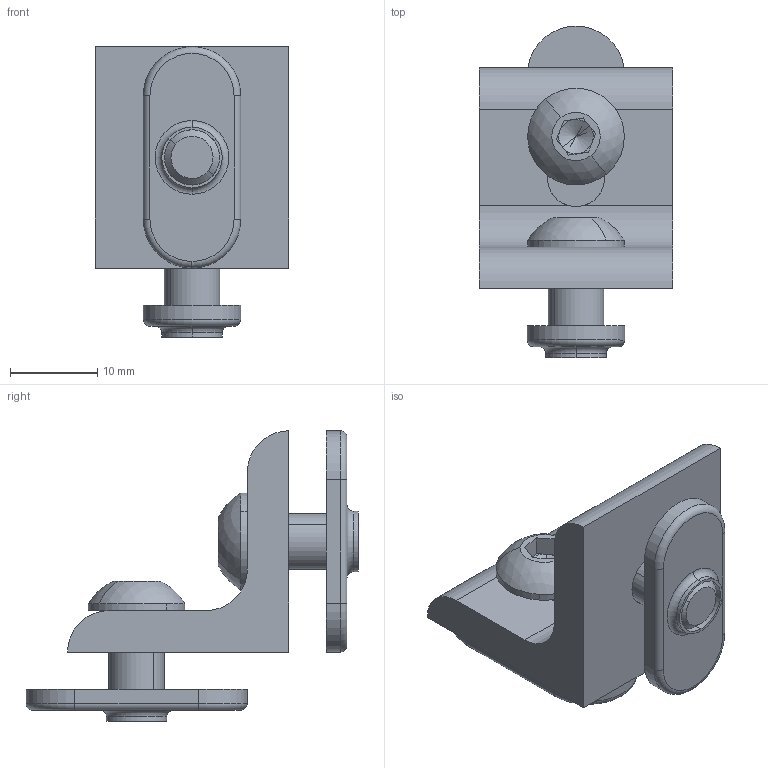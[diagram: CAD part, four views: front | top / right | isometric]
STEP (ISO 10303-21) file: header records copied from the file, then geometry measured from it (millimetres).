
FILE_DESCRIPTION (( 'STEP AP203' ), '1' );
FILE_NAME ('653126.SLDASM.step', '2003-10-13T11:25:17', ( 'Jerry Winters' ), ( 'GoEngineer' ), 'SwSTEP 2.0', 'SolidWorks 2003174', '' );
FILE_SCHEMA (( 'CONFIG_CONTROL_DESIGN' ));
Length unit declared in the file: inch
Products named in the file (6): 653126.SLDASM; 651171; 651163; 651021; Socket Button Head Cap Screw_AI_SBHCSCREW 0.25-20x0.5-HX-C; Inside Corner Brackets (SLOT)_653126
Assembly tree (6 placements, depth 4):
  653126.SLDASM
    651171  x2
      651163
      651021
        Socket Button Head Cap Screw_AI_SBHCSCREW 0.25-20x0.5-HX-C
    Inside Corner Brackets (SLOT)_653126
Bounding box: 22.23 x 38.11 x 33.34 mm (x, y, z)
Volume: 6584.8 mm3; surface area: 5001.3 mm2
Topology: 5 solids, 5 shells, 105 faces, 245 edges, 150 vertices
Faces by surface type: plane 49, cylinder 34, torus 10, cone 8, sphere 4
Entity records: 2488 total; most frequent: DIRECTION 350, CARTESIAN_POINT 335, ORIENTED_EDGE 292, EDGE_CURVE 146, AXIS2_PLACEMENT_3D 137, VERTEX_POINT 92, LINE 76, VECTOR 76
